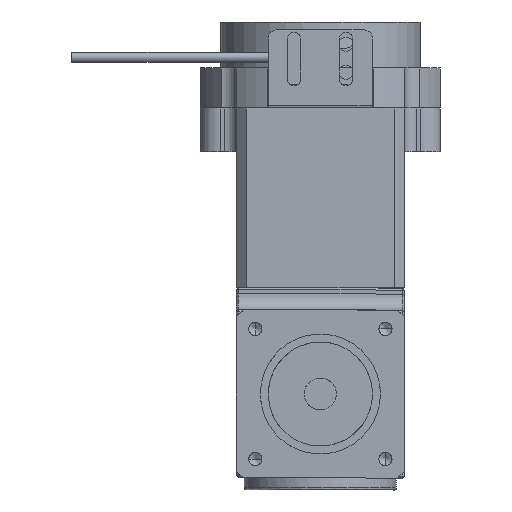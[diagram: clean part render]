
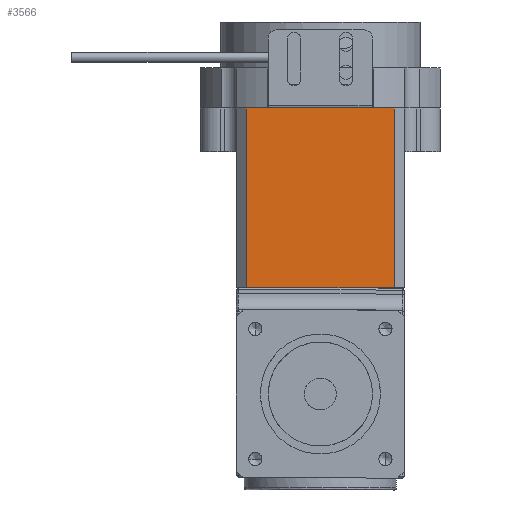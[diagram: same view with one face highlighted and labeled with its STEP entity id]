
A CAD part, front view. The second image highlights one B-rep face of the part: STEP entity #3566.
In plain terms, the highlighted planar face has unit normal (0, -1, 0).
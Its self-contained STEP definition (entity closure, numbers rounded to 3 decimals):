
#8 = EDGE_CURVE ( 'NONE', #11232, #12508, #12761, .T. ) ;
#669 = DIRECTION ( 'NONE',  ( 1., 0., 0. ) ) ;
#808 = VECTOR ( 'NONE', #7304, 1000. ) ;
#827 = PLANE ( 'NONE',  #14564 ) ;
#1064 = LINE ( 'NONE', #8900, #5198 ) ;
#1124 = VECTOR ( 'NONE', #13608, 1000. ) ;
#1412 = EDGE_LOOP ( 'NONE', ( #12535, #1565, #8367, #10689 ) ) ;
#1565 = ORIENTED_EDGE ( 'NONE', *, *, #4447, .T. ) ;
#3319 = FACE_OUTER_BOUND ( 'NONE', #1412, .T. ) ;
#3566 = ADVANCED_FACE ( 'NONE', ( #3319 ), #827, .F. ) ;
#4166 = VERTEX_POINT ( 'NONE', #9654 ) ;
#4447 = EDGE_CURVE ( 'NONE', #4166, #10572, #12644, .T. ) ;
#5198 = VECTOR ( 'NONE', #14362, 1000. ) ;
#5401 = DIRECTION ( 'NONE',  ( 0., 1., 0. ) ) ;
#5610 = CARTESIAN_POINT ( 'NONE',  ( -18.5, -53., 32.5 ) ) ;
#6279 = LINE ( 'NONE', #11006, #9914 ) ;
#7304 = DIRECTION ( 'NONE',  ( 0., 0., -1. ) ) ;
#7570 = CARTESIAN_POINT ( 'NONE',  ( -18.5, -53., -34. ) ) ;
#8123 = CARTESIAN_POINT ( 'NONE',  ( 18.5, -53., 32.5 ) ) ;
#8367 = ORIENTED_EDGE ( 'NONE', *, *, #14231, .F. ) ;
#8900 = CARTESIAN_POINT ( 'NONE',  ( 18.5, -53., -34. ) ) ;
#9084 = CARTESIAN_POINT ( 'NONE',  ( 18.5, -53., -34. ) ) ;
#9118 = CARTESIAN_POINT ( 'NONE',  ( -18.5, -53., 32.5 ) ) ;
#9654 = CARTESIAN_POINT ( 'NONE',  ( -18.5, -53., 11. ) ) ;
#9914 = VECTOR ( 'NONE', #669, 1000. ) ;
#10572 = VERTEX_POINT ( 'NONE', #7570 ) ;
#10689 = ORIENTED_EDGE ( 'NONE', *, *, #8, .F. ) ;
#11006 = CARTESIAN_POINT ( 'NONE',  ( -18.5, -53., 11. ) ) ;
#11232 = VERTEX_POINT ( 'NONE', #14409 ) ;
#12508 = VERTEX_POINT ( 'NONE', #9084 ) ;
#12535 = ORIENTED_EDGE ( 'NONE', *, *, #13457, .F. ) ;
#12644 = LINE ( 'NONE', #9118, #1124 ) ;
#12761 = LINE ( 'NONE', #8123, #808 ) ;
#13457 = EDGE_CURVE ( 'NONE', #4166, #11232, #6279, .T. ) ;
#13513 = DIRECTION ( 'NONE',  ( 0., 0., 1. ) ) ;
#13608 = DIRECTION ( 'NONE',  ( 0., 0., -1. ) ) ;
#14231 = EDGE_CURVE ( 'NONE', #12508, #10572, #1064, .T. ) ;
#14362 = DIRECTION ( 'NONE',  ( -1., 0., 0. ) ) ;
#14409 = CARTESIAN_POINT ( 'NONE',  ( 18.5, -53., 11. ) ) ;
#14564 = AXIS2_PLACEMENT_3D ( 'NONE', #5610, #5401, #13513 ) ;
